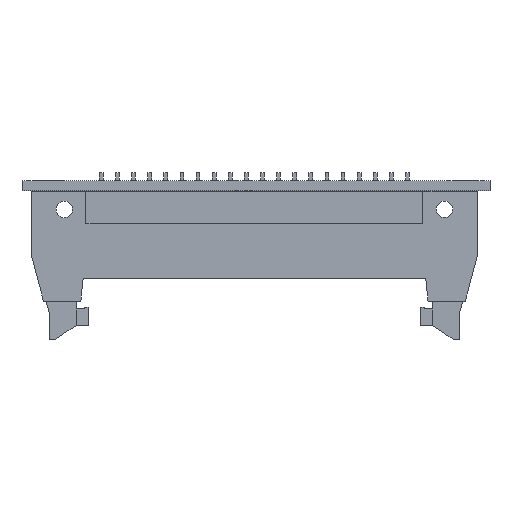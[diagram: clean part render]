
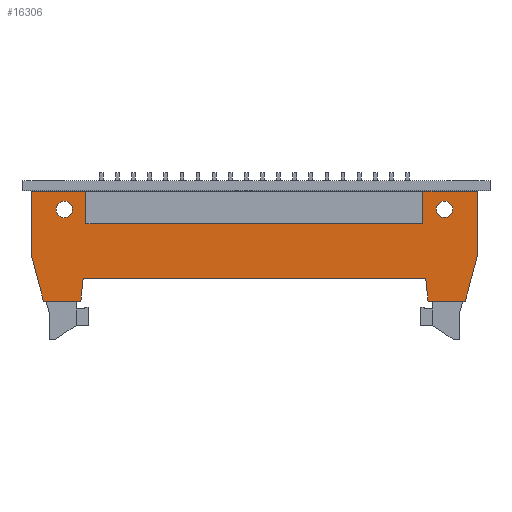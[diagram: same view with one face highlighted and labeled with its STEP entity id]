
A CAD part, front view. The second image highlights one B-rep face of the part: STEP entity #16306.
In plain terms, the highlighted face is planar.
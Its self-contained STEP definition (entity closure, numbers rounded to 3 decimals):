
#15392 = VERTEX_POINT('',#15393);
#15393 = CARTESIAN_POINT('',(-22.923,2.59,0.));
#15399 = EDGE_CURVE('',#15400,#15392,#15402,.T.);
#15400 = VERTEX_POINT('',#15401);
#15401 = CARTESIAN_POINT('',(-22.923,7.69,
    0.));
#15402 = LINE('',#15403,#15404);
#15403 = CARTESIAN_POINT('',(-22.923,7.69,0.));
#15404 = VECTOR('',#15405,1.);
#15405 = DIRECTION('',(0.,-1.,0.));
#15421 = EDGE_CURVE('',#15422,#15424,#15426,.T.);
#15422 = VERTEX_POINT('',#15423);
#15423 = CARTESIAN_POINT('',(-29.617,19.89,0.));
#15424 = VERTEX_POINT('',#15425);
#15425 = CARTESIAN_POINT('',(-31.573,12.59,0.));
#15426 = LINE('',#15427,#15428);
#15427 = CARTESIAN_POINT('',(-29.617,19.89,0.));
#15428 = VECTOR('',#15429,1.);
#15429 = DIRECTION('',(-0.259,-0.966,0.));
#15461 = EDGE_CURVE('',#15424,#15462,#15464,.T.);
#15462 = VERTEX_POINT('',#15463);
#15463 = CARTESIAN_POINT('',(-31.573,2.59,0.));
#15464 = LINE('',#15465,#15466);
#15465 = CARTESIAN_POINT('',(-31.573,12.59,0.));
#15466 = VECTOR('',#15467,1.);
#15467 = DIRECTION('',(0.,-1.,0.));
#15502 = VERTEX_POINT('',#15503);
#15503 = CARTESIAN_POINT('',(-25.043,5.444,0.));
#15508 = EDGE_CURVE('',#15502,#15502,#15509,.T.);
#15509 = CIRCLE('',#15510,1.3);
#15510 = AXIS2_PLACEMENT_3D('',#15511,#15512,#15513);
#15511 = CARTESIAN_POINT('',(-26.343,5.444,0.));
#15512 = DIRECTION('',(-0.,0.,1.));
#15513 = DIRECTION('',(1.,0.,0.));
#15688 = VERTEX_POINT('',#15689);
#15689 = CARTESIAN_POINT('',(34.897,5.444,0.));
#15694 = EDGE_CURVE('',#15688,#15688,#15695,.T.);
#15695 = CIRCLE('',#15696,1.3);
#15696 = AXIS2_PLACEMENT_3D('',#15697,#15698,#15699);
#15697 = CARTESIAN_POINT('',(33.597,5.444,0.));
#15698 = DIRECTION('',(0.,-0.,1.));
#15699 = DIRECTION('',(1.,0.,0.));
#15864 = EDGE_CURVE('',#15865,#15867,#15869,.T.);
#15865 = VERTEX_POINT('',#15866);
#15866 = CARTESIAN_POINT('',(38.827,2.59,0.));
#15867 = VERTEX_POINT('',#15868);
#15868 = CARTESIAN_POINT('',(38.827,12.59,0.));
#15869 = LINE('',#15870,#15871);
#15870 = CARTESIAN_POINT('',(38.827,2.59,0.));
#15871 = VECTOR('',#15872,1.);
#15872 = DIRECTION('',(0.,1.,0.));
#16153 = VERTEX_POINT('',#16154);
#16154 = CARTESIAN_POINT('',(30.177,2.59,0.));
#16160 = EDGE_CURVE('',#16153,#15865,#16161,.T.);
#16161 = LINE('',#16162,#16163);
#16162 = CARTESIAN_POINT('',(30.177,2.59,0.));
#16163 = VECTOR('',#16164,1.);
#16164 = DIRECTION('',(1.,0.,0.));
#16224 = EDGE_CURVE('',#15462,#15392,#16225,.T.);
#16225 = LINE('',#16226,#16227);
#16226 = CARTESIAN_POINT('',(-31.573,2.59,0.));
#16227 = VECTOR('',#16228,1.);
#16228 = DIRECTION('',(1.,0.,0.));
#16245 = EDGE_CURVE('',#16153,#16246,#16248,.T.);
#16246 = VERTEX_POINT('',#16247);
#16247 = CARTESIAN_POINT('',(30.177,7.69,
    0.));
#16248 = LINE('',#16249,#16250);
#16249 = CARTESIAN_POINT('',(30.177,2.59,0.));
#16250 = VECTOR('',#16251,1.);
#16251 = DIRECTION('',(0.,1.,0.));
#16294 = EDGE_CURVE('',#16246,#15400,#16295,.T.);
#16295 = LINE('',#16296,#16297);
#16296 = CARTESIAN_POINT('',(30.177,7.69,0.));
#16297 = VECTOR('',#16298,1.);
#16298 = DIRECTION('',(-1.,0.,0.));
#16306 = ADVANCED_FACE('',(#16307,#16310,#16313),#16369,.T.);
#16307 = FACE_BOUND('',#16308,.T.);
#16308 = EDGE_LOOP('',(#16309));
#16309 = ORIENTED_EDGE('',*,*,#15508,.T.);
#16310 = FACE_BOUND('',#16311,.T.);
#16311 = EDGE_LOOP('',(#16312));
#16312 = ORIENTED_EDGE('',*,*,#15694,.T.);
#16313 = FACE_BOUND('',#16314,.T.);
#16314 = EDGE_LOOP('',(#16315,#16316,#16317,#16318,#16319,#16320,#16328,
    #16336,#16344,#16352,#16360,#16366,#16367,#16368));
#16315 = ORIENTED_EDGE('',*,*,#16294,.T.);
#16316 = ORIENTED_EDGE('',*,*,#15399,.T.);
#16317 = ORIENTED_EDGE('',*,*,#16224,.F.);
#16318 = ORIENTED_EDGE('',*,*,#15461,.F.);
#16319 = ORIENTED_EDGE('',*,*,#15421,.F.);
#16320 = ORIENTED_EDGE('',*,*,#16321,.F.);
#16321 = EDGE_CURVE('',#16322,#15422,#16324,.T.);
#16322 = VERTEX_POINT('',#16323);
#16323 = CARTESIAN_POINT('',(-23.738,19.89,0.));
#16324 = LINE('',#16325,#16326);
#16325 = CARTESIAN_POINT('',(-23.738,19.89,0.));
#16326 = VECTOR('',#16327,1.);
#16327 = DIRECTION('',(-1.,0.,0.));
#16328 = ORIENTED_EDGE('',*,*,#16329,.F.);
#16329 = EDGE_CURVE('',#16330,#16322,#16332,.T.);
#16330 = VERTEX_POINT('',#16331);
#16331 = CARTESIAN_POINT('',(-23.374,16.39,0.));
#16332 = LINE('',#16333,#16334);
#16333 = CARTESIAN_POINT('',(-23.374,16.39,0.));
#16334 = VECTOR('',#16335,1.);
#16335 = DIRECTION('',(-0.103,0.995,0.));
#16336 = ORIENTED_EDGE('',*,*,#16337,.F.);
#16337 = EDGE_CURVE('',#16338,#16330,#16340,.T.);
#16338 = VERTEX_POINT('',#16339);
#16339 = CARTESIAN_POINT('',(30.627,16.39,0.));
#16340 = LINE('',#16341,#16342);
#16341 = CARTESIAN_POINT('',(30.627,16.39,0.));
#16342 = VECTOR('',#16343,1.);
#16343 = DIRECTION('',(-1.,0.,0.));
#16344 = ORIENTED_EDGE('',*,*,#16345,.F.);
#16345 = EDGE_CURVE('',#16346,#16338,#16348,.T.);
#16346 = VERTEX_POINT('',#16347);
#16347 = CARTESIAN_POINT('',(30.991,19.89,0.));
#16348 = LINE('',#16349,#16350);
#16349 = CARTESIAN_POINT('',(30.991,19.89,0.));
#16350 = VECTOR('',#16351,1.);
#16351 = DIRECTION('',(-0.103,-0.995,0.));
#16352 = ORIENTED_EDGE('',*,*,#16353,.F.);
#16353 = EDGE_CURVE('',#16354,#16346,#16356,.T.);
#16354 = VERTEX_POINT('',#16355);
#16355 = CARTESIAN_POINT('',(36.871,19.89,0.));
#16356 = LINE('',#16357,#16358);
#16357 = CARTESIAN_POINT('',(36.871,19.89,0.));
#16358 = VECTOR('',#16359,1.);
#16359 = DIRECTION('',(-1.,0.,0.));
#16360 = ORIENTED_EDGE('',*,*,#16361,.F.);
#16361 = EDGE_CURVE('',#15867,#16354,#16362,.T.);
#16362 = LINE('',#16363,#16364);
#16363 = CARTESIAN_POINT('',(38.827,12.59,0.));
#16364 = VECTOR('',#16365,1.);
#16365 = DIRECTION('',(-0.259,0.966,0.));
#16366 = ORIENTED_EDGE('',*,*,#15864,.F.);
#16367 = ORIENTED_EDGE('',*,*,#16160,.F.);
#16368 = ORIENTED_EDGE('',*,*,#16245,.T.);
#16369 = PLANE('',#16370);
#16370 = AXIS2_PLACEMENT_3D('',#16371,#16372,#16373);
#16371 = CARTESIAN_POINT('',(-35.093,20.755,0.));
#16372 = DIRECTION('',(0.,0.,-1.));
#16373 = DIRECTION('',(1.,0.,0.));
